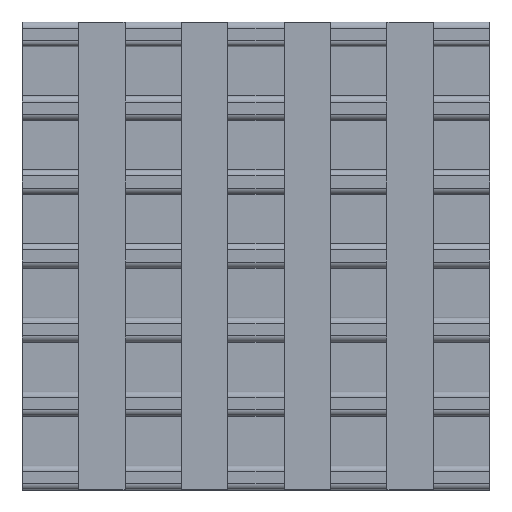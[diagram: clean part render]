
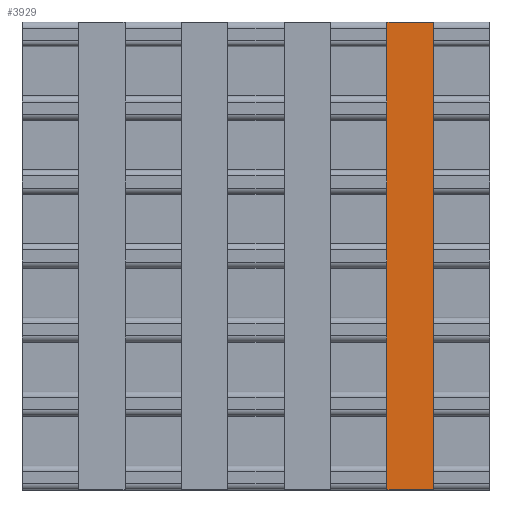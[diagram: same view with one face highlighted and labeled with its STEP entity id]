
A CAD part, top view. The second image highlights one B-rep face of the part: STEP entity #3929.
In plain terms, the highlighted planar face has unit normal (0, 0, 1).
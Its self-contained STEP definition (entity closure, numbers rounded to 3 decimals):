
#32 = PLANE('',#33);
#33 = AXIS2_PLACEMENT_3D('',#34,#35,#36);
#34 = CARTESIAN_POINT('',(-9.5,9.5,0.));
#35 = DIRECTION('',(0.,1.,0.));
#36 = DIRECTION('',(1.,0.,0.));
#477 = VERTEX_POINT('',#478);
#478 = CARTESIAN_POINT('',(5.32,9.5,1.5));
#492 = PLANE('',#493);
#493 = AXIS2_PLACEMENT_3D('',#494,#495,#496);
#494 = CARTESIAN_POINT('',(5.32,-9.5,5.));
#495 = DIRECTION('',(1.,0.,0.));
#496 = DIRECTION('',(0.,1.,0.));
#504 = EDGE_CURVE('',#477,#505,#507,.T.);
#505 = VERTEX_POINT('',#506);
#506 = CARTESIAN_POINT('',(7.22,9.5,1.5));
#507 = SURFACE_CURVE('',#508,(#512,#519),.PCURVE_S1.);
#508 = LINE('',#509,#510);
#509 = CARTESIAN_POINT('',(5.32,9.5,1.5));
#510 = VECTOR('',#511,1.);
#511 = DIRECTION('',(1.,0.,0.));
#512 = PCURVE('',#32,#513);
#513 = DEFINITIONAL_REPRESENTATION('',(#514),#518);
#514 = LINE('',#515,#516);
#515 = CARTESIAN_POINT('',(14.82,-1.5));
#516 = VECTOR('',#517,1.);
#517 = DIRECTION('',(1.,0.));
#518 = ( GEOMETRIC_REPRESENTATION_CONTEXT(2) 
PARAMETRIC_REPRESENTATION_CONTEXT() REPRESENTATION_CONTEXT('2D SPACE',''
  ) );
#519 = PCURVE('',#520,#525);
#520 = PLANE('',#521);
#521 = AXIS2_PLACEMENT_3D('',#522,#523,#524);
#522 = CARTESIAN_POINT('',(5.32,9.5,1.5));
#523 = DIRECTION('',(0.,0.,1.));
#524 = DIRECTION('',(1.,0.,0.));
#525 = DEFINITIONAL_REPRESENTATION('',(#526),#530);
#526 = LINE('',#527,#528);
#527 = CARTESIAN_POINT('',(0.,0.));
#528 = VECTOR('',#529,1.);
#529 = DIRECTION('',(1.,0.));
#530 = ( GEOMETRIC_REPRESENTATION_CONTEXT(2) 
PARAMETRIC_REPRESENTATION_CONTEXT() REPRESENTATION_CONTEXT('2D SPACE',''
  ) );
#548 = PLANE('',#549);
#549 = AXIS2_PLACEMENT_3D('',#550,#551,#552);
#550 = CARTESIAN_POINT('',(7.22,9.5,5.));
#551 = DIRECTION('',(-1.,0.,0.));
#552 = DIRECTION('',(0.,-1.,0.));
#607 = PLANE('',#608);
#608 = AXIS2_PLACEMENT_3D('',#609,#610,#611);
#609 = CARTESIAN_POINT('',(9.5,-9.5,0.));
#610 = DIRECTION('',(0.,-1.,0.));
#611 = DIRECTION('',(-1.,0.,0.));
#1919 = EDGE_CURVE('',#505,#1920,#1922,.T.);
#1920 = VERTEX_POINT('',#1921);
#1921 = CARTESIAN_POINT('',(7.22,-9.5,1.5));
#1922 = SURFACE_CURVE('',#1923,(#1927,#1934),.PCURVE_S1.);
#1923 = LINE('',#1924,#1925);
#1924 = CARTESIAN_POINT('',(7.22,9.5,1.5));
#1925 = VECTOR('',#1926,1.);
#1926 = DIRECTION('',(0.,-1.,0.));
#1927 = PCURVE('',#548,#1928);
#1928 = DEFINITIONAL_REPRESENTATION('',(#1929),#1933);
#1929 = LINE('',#1930,#1931);
#1930 = CARTESIAN_POINT('',(0.,-3.5));
#1931 = VECTOR('',#1932,1.);
#1932 = DIRECTION('',(1.,0.));
#1933 = ( GEOMETRIC_REPRESENTATION_CONTEXT(2) 
PARAMETRIC_REPRESENTATION_CONTEXT() REPRESENTATION_CONTEXT('2D SPACE',''
  ) );
#1934 = PCURVE('',#520,#1935);
#1935 = DEFINITIONAL_REPRESENTATION('',(#1936),#1940);
#1936 = LINE('',#1937,#1938);
#1937 = CARTESIAN_POINT('',(1.9,0.));
#1938 = VECTOR('',#1939,1.);
#1939 = DIRECTION('',(0.,-1.));
#1940 = ( GEOMETRIC_REPRESENTATION_CONTEXT(2) 
PARAMETRIC_REPRESENTATION_CONTEXT() REPRESENTATION_CONTEXT('2D SPACE',''
  ) );
#3929 = ADVANCED_FACE('',(#3930),#520,.T.);
#3930 = FACE_BOUND('',#3931,.T.);
#3931 = EDGE_LOOP('',(#3932,#3933,#3956,#3977));
#3932 = ORIENTED_EDGE('',*,*,#504,.F.);
#3933 = ORIENTED_EDGE('',*,*,#3934,.F.);
#3934 = EDGE_CURVE('',#3935,#477,#3937,.T.);
#3935 = VERTEX_POINT('',#3936);
#3936 = CARTESIAN_POINT('',(5.32,-9.5,1.5));
#3937 = SURFACE_CURVE('',#3938,(#3942,#3949),.PCURVE_S1.);
#3938 = LINE('',#3939,#3940);
#3939 = CARTESIAN_POINT('',(5.32,-9.5,1.5));
#3940 = VECTOR('',#3941,1.);
#3941 = DIRECTION('',(0.,1.,0.));
#3942 = PCURVE('',#520,#3943);
#3943 = DEFINITIONAL_REPRESENTATION('',(#3944),#3948);
#3944 = LINE('',#3945,#3946);
#3945 = CARTESIAN_POINT('',(0.,-19.));
#3946 = VECTOR('',#3947,1.);
#3947 = DIRECTION('',(0.,1.));
#3948 = ( GEOMETRIC_REPRESENTATION_CONTEXT(2) 
PARAMETRIC_REPRESENTATION_CONTEXT() REPRESENTATION_CONTEXT('2D SPACE',''
  ) );
#3949 = PCURVE('',#492,#3950);
#3950 = DEFINITIONAL_REPRESENTATION('',(#3951),#3955);
#3951 = LINE('',#3952,#3953);
#3952 = CARTESIAN_POINT('',(0.,-3.5));
#3953 = VECTOR('',#3954,1.);
#3954 = DIRECTION('',(1.,0.));
#3955 = ( GEOMETRIC_REPRESENTATION_CONTEXT(2) 
PARAMETRIC_REPRESENTATION_CONTEXT() REPRESENTATION_CONTEXT('2D SPACE',''
  ) );
#3956 = ORIENTED_EDGE('',*,*,#3957,.F.);
#3957 = EDGE_CURVE('',#1920,#3935,#3958,.T.);
#3958 = SURFACE_CURVE('',#3959,(#3963,#3970),.PCURVE_S1.);
#3959 = LINE('',#3960,#3961);
#3960 = CARTESIAN_POINT('',(7.22,-9.5,1.5));
#3961 = VECTOR('',#3962,1.);
#3962 = DIRECTION('',(-1.,0.,0.));
#3963 = PCURVE('',#520,#3964);
#3964 = DEFINITIONAL_REPRESENTATION('',(#3965),#3969);
#3965 = LINE('',#3966,#3967);
#3966 = CARTESIAN_POINT('',(1.9,-19.));
#3967 = VECTOR('',#3968,1.);
#3968 = DIRECTION('',(-1.,0.));
#3969 = ( GEOMETRIC_REPRESENTATION_CONTEXT(2) 
PARAMETRIC_REPRESENTATION_CONTEXT() REPRESENTATION_CONTEXT('2D SPACE',''
  ) );
#3970 = PCURVE('',#607,#3971);
#3971 = DEFINITIONAL_REPRESENTATION('',(#3972),#3976);
#3972 = LINE('',#3973,#3974);
#3973 = CARTESIAN_POINT('',(2.28,-1.5));
#3974 = VECTOR('',#3975,1.);
#3975 = DIRECTION('',(1.,0.));
#3976 = ( GEOMETRIC_REPRESENTATION_CONTEXT(2) 
PARAMETRIC_REPRESENTATION_CONTEXT() REPRESENTATION_CONTEXT('2D SPACE',''
  ) );
#3977 = ORIENTED_EDGE('',*,*,#1919,.F.);
